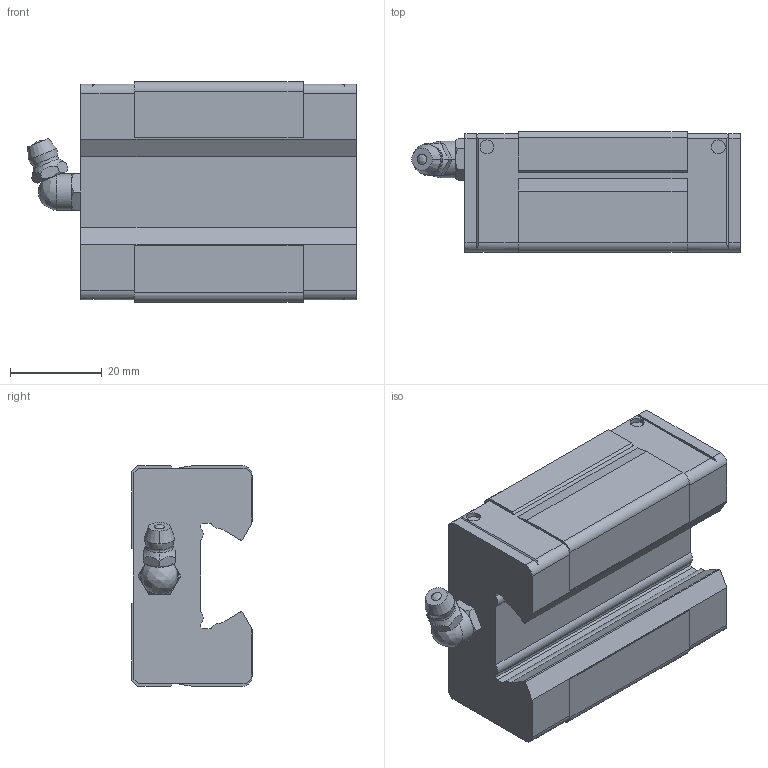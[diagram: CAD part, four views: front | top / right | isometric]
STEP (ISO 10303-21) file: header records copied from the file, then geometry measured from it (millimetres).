
FILE_DESCRIPTION (( 'STEP AP214' ), '1' );
FILE_NAME ('SSR25XVSS, Føringsvogn, Bondy.STEP', '2020-06-15T08:34:36', ( '' ), ( '' ), 'SwSTEP 2.0', 'SolidWorks 2020', '' );
FILE_SCHEMA (( 'AUTOMOTIVE_DESIGN' ));
Length unit declared in the file: millimetre
Products named in the file (3): SSR25XVSS, Føringsvogn, Bondy; _SSR25XVYSSB1 Slide15-25; _SSR25XVYSSBGNPJ-20-25
Assembly tree (2 placements, depth 2):
  SSR25XVSS, Føringsvogn, Bondy
    _SSR25XVYSSB1 Slide15-25
    _SSR25XVYSSBGNPJ-20-25
Bounding box: 71.6 x 26.2 x 48 mm (x, y, z)
Volume: 60809.1 mm3; surface area: 13784 mm2
Topology: 2 solids, 2 shells, 167 faces, 438 edges, 276 vertices
Faces by surface type: plane 96, cylinder 34, cone 30, bspline 7
Entity records: 5427 total; most frequent: CARTESIAN_POINT 1257, ORIENTED_EDGE 854, DIRECTION 846, EDGE_CURVE 427, AXIS2_PLACEMENT_3D 287, VERTEX_POINT 276, LINE 272, VECTOR 272
